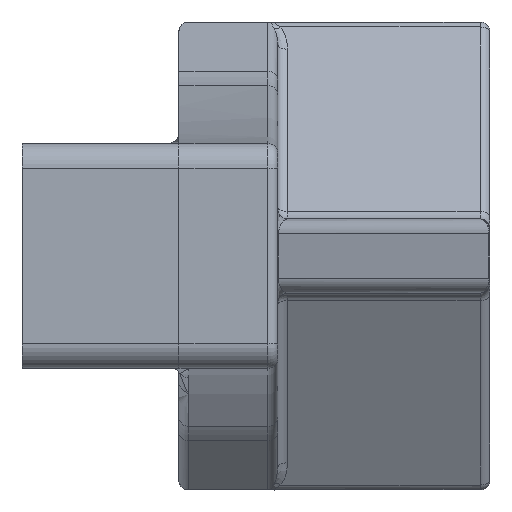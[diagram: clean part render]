
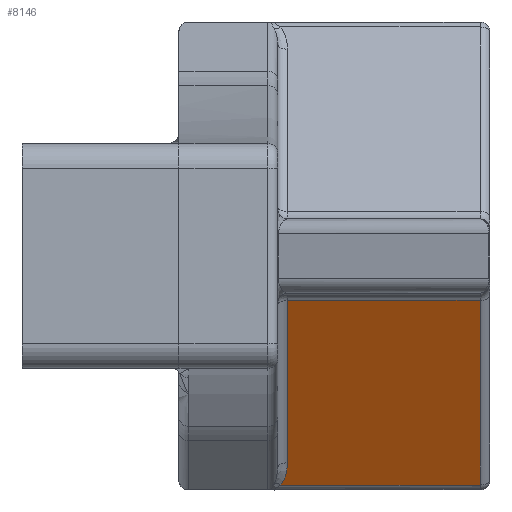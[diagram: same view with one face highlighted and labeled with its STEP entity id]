
A CAD part, left-side view. The second image highlights one B-rep face of the part: STEP entity #8146.
In plain terms, the highlighted planar face has unit normal (-0.866, 0, -0.5).
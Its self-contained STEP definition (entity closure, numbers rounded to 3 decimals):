
#232 = LINE ( 'NONE', #2148, #909 ) ;
#265 = DIRECTION ( 'NONE',  ( 0.5, 0., -0.866 ) ) ;
#395 = CARTESIAN_POINT ( 'NONE',  ( 3.556, -2.067, -4.638 ) ) ;
#512 = EDGE_CURVE ( 'NONE', #4581, #5173, #7272, .T. ) ;
#788 = PLANE ( 'NONE',  #1203 ) ;
#909 = VECTOR ( 'NONE', #3446, 1000. ) ;
#919 = LINE ( 'NONE', #7186, #5320 ) ;
#1203 = AXIS2_PLACEMENT_3D ( 'NONE', #2171, #7810, #4055 ) ;
#1204 = CARTESIAN_POINT ( 'NONE',  ( 3.614, -6.1, -4.738 ) ) ;
#1268 = ORIENTED_EDGE ( 'NONE', *, *, #512, .T. ) ;
#1340 = ORIENTED_EDGE ( 'NONE', *, *, #4405, .T. ) ;
#1371 = DIRECTION ( 'NONE',  ( 0., -1., 0. ) ) ;
#1428 = VERTEX_POINT ( 'NONE', #3585 ) ;
#1972 = ORIENTED_EDGE ( 'NONE', *, *, #7926, .T. ) ;
#2148 = CARTESIAN_POINT ( 'NONE',  ( 1.398, -2., -0.9 ) ) ;
#2171 = CARTESIAN_POINT ( 'NONE',  ( 3.614, -27.076, -4.738 ) ) ;
#2477 = VERTEX_POINT ( 'NONE', #2933 ) ;
#2746 = CARTESIAN_POINT ( 'NONE',  ( 3.296, -2.2, -4.188 ) ) ;
#2933 = CARTESIAN_POINT ( 'NONE',  ( 1.398, -6.1, -0.9 ) ) ;
#3045 = VERTEX_POINT ( 'NONE', #4014 ) ;
#3394 = FACE_OUTER_BOUND ( 'NONE', #3609, .T. ) ;
#3446 = DIRECTION ( 'NONE',  ( 0., 1., 0. ) ) ;
#3585 = CARTESIAN_POINT ( 'NONE',  ( 3.296, -2.2, -4.188 ) ) ;
#3609 = EDGE_LOOP ( 'NONE', ( #5337, #3898, #1268, #1340, #1972 ) ) ;
#3622 = DIRECTION ( 'NONE',  ( -0.5, 0., 0.866 ) ) ;
#3701 =( BOUNDED_CURVE ( )  B_SPLINE_CURVE ( 3, ( #2746, #5861, #6537, #7866 ),
 .UNSPECIFIED., .F., .T. ) 
 B_SPLINE_CURVE_WITH_KNOTS ( ( 4, 4 ),
 ( 4.712, 5.554 ),
 .UNSPECIFIED. ) 
 CURVE ( )  GEOMETRIC_REPRESENTATION_ITEM ( )  RATIONAL_B_SPLINE_CURVE ( ( 1., 0.942, 0.942, 1. ) ) 
 REPRESENTATION_ITEM ( '' )  );
#3898 = ORIENTED_EDGE ( 'NONE', *, *, #6405, .T. ) ;
#4014 = CARTESIAN_POINT ( 'NONE',  ( 1.398, -2.2, -0.9 ) ) ;
#4055 = DIRECTION ( 'NONE',  ( 0.5, 0., -0.866 ) ) ;
#4405 = EDGE_CURVE ( 'NONE', #5173, #2477, #8078, .T. ) ;
#4581 = VERTEX_POINT ( 'NONE', #395 ) ;
#5173 = VERTEX_POINT ( 'NONE', #5322 ) ;
#5320 = VECTOR ( 'NONE', #265, 1000. ) ;
#5322 = CARTESIAN_POINT ( 'NONE',  ( 3.556, -6.1, -4.638 ) ) ;
#5337 = ORIENTED_EDGE ( 'NONE', *, *, #7942, .T. ) ;
#5861 = CARTESIAN_POINT ( 'NONE',  ( 3.397, -2.2, -4.363 ) ) ;
#6337 = VECTOR ( 'NONE', #3622, 1000. ) ;
#6405 = EDGE_CURVE ( 'NONE', #1428, #4581, #3701, .T. ) ;
#6537 = CARTESIAN_POINT ( 'NONE',  ( 3.489, -2.153, -4.522 ) ) ;
#6652 = CARTESIAN_POINT ( 'NONE',  ( 3.556, -6.3, -4.638 ) ) ;
#6961 = VECTOR ( 'NONE', #1371, 1000. ) ;
#7186 = CARTESIAN_POINT ( 'NONE',  ( 3.439, -2.2, -4.436 ) ) ;
#7272 = LINE ( 'NONE', #6652, #6961 ) ;
#7810 = DIRECTION ( 'NONE',  ( 0.866, 0., 0.5 ) ) ;
#7866 = CARTESIAN_POINT ( 'NONE',  ( 3.556, -2.067, -4.638 ) ) ;
#7926 = EDGE_CURVE ( 'NONE', #2477, #3045, #232, .T. ) ;
#7942 = EDGE_CURVE ( 'NONE', #3045, #1428, #919, .T. ) ;
#8078 = LINE ( 'NONE', #1204, #6337 ) ;
#8146 = ADVANCED_FACE ( 'NONE', ( #3394 ), #788, .F. ) ;
